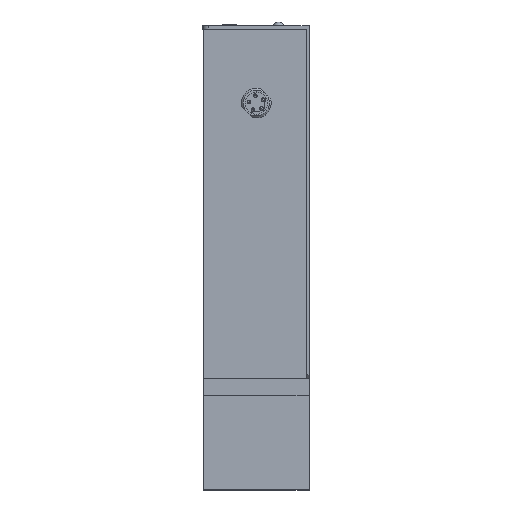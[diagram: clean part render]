
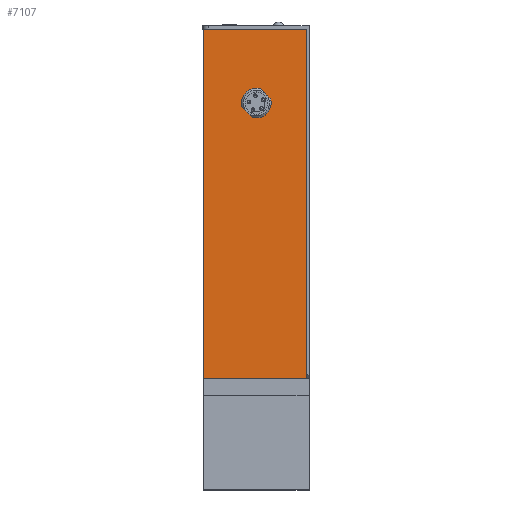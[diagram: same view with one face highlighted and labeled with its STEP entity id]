
A CAD part, top view. The second image highlights one B-rep face of the part: STEP entity #7107.
In plain terms, the highlighted planar face has unit normal (0, 0, 1).
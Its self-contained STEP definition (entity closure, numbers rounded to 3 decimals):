
#238 = VECTOR ( 'NONE', #5577, 1000. ) ;
#315 = AXIS2_PLACEMENT_3D ( 'NONE', #2270, #3332, #600 ) ;
#483 = DIRECTION ( 'NONE',  ( 0., 0., 1. ) ) ;
#600 = DIRECTION ( 'NONE',  ( 0.276, 0.961, 0. ) ) ;
#835 = CARTESIAN_POINT ( 'NONE',  ( 1.636, 84.267, 80.593 ) ) ;
#864 = VERTEX_POINT ( 'NONE', #2488 ) ;
#959 = LINE ( 'NONE', #1468, #4260 ) ;
#1173 = DIRECTION ( 'NONE',  ( -0.707, 0.707, 0. ) ) ;
#1398 = DIRECTION ( 'NONE',  ( 0.707, -0.707, 0. ) ) ;
#1433 = VERTEX_POINT ( 'NONE', #2134 ) ;
#1468 = CARTESIAN_POINT ( 'NONE',  ( 2.741, 88.111, 80.593 ) ) ;
#1499 = VERTEX_POINT ( 'NONE', #6170 ) ;
#1571 = DIRECTION ( 'NONE',  ( -0.276, -0.961, 0. ) ) ;
#1572 = DIRECTION ( 'NONE',  ( 0., 0., 1. ) ) ;
#1604 = VERTEX_POINT ( 'NONE', #5728 ) ;
#1661 = DIRECTION ( 'NONE',  ( 1., 0., 0. ) ) ;
#1704 = CARTESIAN_POINT ( 'NONE',  ( 5.48, 85.372, 80.593 ) ) ;
#1725 = VECTOR ( 'NONE', #6709, 1000. ) ;
#1767 = EDGE_CURVE ( 'NONE', #1433, #5976, #959, .T. ) ;
#1830 = VECTOR ( 'NONE', #5958, 1000. ) ;
#1953 = DIRECTION ( 'NONE',  ( 0., 0., 1. ) ) ;
#1958 = AXIS2_PLACEMENT_3D ( 'NONE', #6563, #1572, #4280 ) ;
#2134 = CARTESIAN_POINT ( 'NONE',  ( 2.741, 88.111, 80.593 ) ) ;
#2167 = EDGE_LOOP ( 'NONE', ( #2646, #4073, #7125, #5091 ) ) ;
#2205 = CARTESIAN_POINT ( 'NONE',  ( -2.209, 83.161, 80.593 ) ) ;
#2270 = CARTESIAN_POINT ( 'NONE',  ( 1.636, 84.267, 80.593 ) ) ;
#2310 = CIRCLE ( 'NONE', #4178, 4. ) ;
#2369 = CARTESIAN_POINT ( 'NONE',  ( -12.614, 104.267, 80.593 ) ) ;
#2438 = ORIENTED_EDGE ( 'NONE', *, *, #5637, .T. ) ;
#2477 = EDGE_CURVE ( 'NONE', #864, #5976, #2507, .T. ) ;
#2488 = CARTESIAN_POINT ( 'NONE',  ( 4.464, 81.438, 80.593 ) ) ;
#2507 = CIRCLE ( 'NONE', #5997, 4. ) ;
#2524 = EDGE_CURVE ( 'NONE', #7163, #5077, #7194, .T. ) ;
#2581 = CARTESIAN_POINT ( 'NONE',  ( -12.614, 104.267, 80.593 ) ) ;
#2646 = ORIENTED_EDGE ( 'NONE', *, *, #5540, .F. ) ;
#2709 = CARTESIAN_POINT ( 'NONE',  ( 1.636, 84.267, 80.593 ) ) ;
#2741 = CARTESIAN_POINT ( 'NONE',  ( 15.086, 104.267, 80.593 ) ) ;
#3144 = FACE_BOUND ( 'NONE', #3977, .T. ) ;
#3166 = ORIENTED_EDGE ( 'NONE', *, *, #1767, .T. ) ;
#3271 = CARTESIAN_POINT ( 'NONE',  ( -12.614, 9.767, 80.593 ) ) ;
#3288 = PLANE ( 'NONE',  #1958 ) ;
#3332 = DIRECTION ( 'NONE',  ( 0., 0., 1. ) ) ;
#3434 = EDGE_CURVE ( 'NONE', #1604, #4030, #7090, .T. ) ;
#3549 = VERTEX_POINT ( 'NONE', #2205 ) ;
#3933 = EDGE_CURVE ( 'NONE', #1433, #3549, #5206, .T. ) ;
#3977 = EDGE_LOOP ( 'NONE', ( #3166, #5558, #6190, #2438, #6418 ) ) ;
#4030 = VERTEX_POINT ( 'NONE', #4431 ) ;
#4073 = ORIENTED_EDGE ( 'NONE', *, *, #3434, .F. ) ;
#4178 = AXIS2_PLACEMENT_3D ( 'NONE', #2709, #483, #1571 ) ;
#4260 = VECTOR ( 'NONE', #1398, 1000. ) ;
#4280 = DIRECTION ( 'NONE',  ( 1., 0., 0. ) ) ;
#4357 = EDGE_CURVE ( 'NONE', #1499, #864, #2310, .T. ) ;
#4431 = CARTESIAN_POINT ( 'NONE',  ( 15.086, 104.267, 80.593 ) ) ;
#4499 = EDGE_CURVE ( 'NONE', #1604, #7163, #5028, .T. ) ;
#4524 = CARTESIAN_POINT ( 'NONE',  ( 0.53, 80.423, 80.593 ) ) ;
#4562 = LINE ( 'NONE', #4524, #5241 ) ;
#4760 = CARTESIAN_POINT ( 'NONE',  ( 15.086, 9.767, 80.593 ) ) ;
#4815 = FACE_OUTER_BOUND ( 'NONE', #2167, .T. ) ;
#5028 = LINE ( 'NONE', #2369, #1725 ) ;
#5077 = VERTEX_POINT ( 'NONE', #4760 ) ;
#5091 = ORIENTED_EDGE ( 'NONE', *, *, #2524, .T. ) ;
#5206 = CIRCLE ( 'NONE', #315, 4. ) ;
#5241 = VECTOR ( 'NONE', #1173, 1000. ) ;
#5540 = EDGE_CURVE ( 'NONE', #4030, #5077, #5875, .T. ) ;
#5558 = ORIENTED_EDGE ( 'NONE', *, *, #2477, .F. ) ;
#5577 = DIRECTION ( 'NONE',  ( 0., -1., 0. ) ) ;
#5637 = EDGE_CURVE ( 'NONE', #1499, #3549, #4562, .T. ) ;
#5653 = VECTOR ( 'NONE', #1661, 1000. ) ;
#5728 = CARTESIAN_POINT ( 'NONE',  ( -12.614, 104.267, 80.593 ) ) ;
#5875 = LINE ( 'NONE', #2741, #238 ) ;
#5958 = DIRECTION ( 'NONE',  ( 1., 0., 0. ) ) ;
#5974 = CARTESIAN_POINT ( 'NONE',  ( -12.614, 9.767, 80.593 ) ) ;
#5976 = VERTEX_POINT ( 'NONE', #1704 ) ;
#5997 = AXIS2_PLACEMENT_3D ( 'NONE', #835, #1953, #7160 ) ;
#6170 = CARTESIAN_POINT ( 'NONE',  ( 0.53, 80.423, 80.593 ) ) ;
#6190 = ORIENTED_EDGE ( 'NONE', *, *, #4357, .F. ) ;
#6418 = ORIENTED_EDGE ( 'NONE', *, *, #3933, .F. ) ;
#6563 = CARTESIAN_POINT ( 'NONE',  ( 1.236, 57.017, 80.593 ) ) ;
#6709 = DIRECTION ( 'NONE',  ( 0., -1., 0. ) ) ;
#7090 = LINE ( 'NONE', #2581, #1830 ) ;
#7107 = ADVANCED_FACE ( 'NONE', ( #3144, #4815 ), #3288, .T. ) ;
#7125 = ORIENTED_EDGE ( 'NONE', *, *, #4499, .T. ) ;
#7160 = DIRECTION ( 'NONE',  ( -0.276, -0.961, 0. ) ) ;
#7163 = VERTEX_POINT ( 'NONE', #5974 ) ;
#7194 = LINE ( 'NONE', #3271, #5653 ) ;
